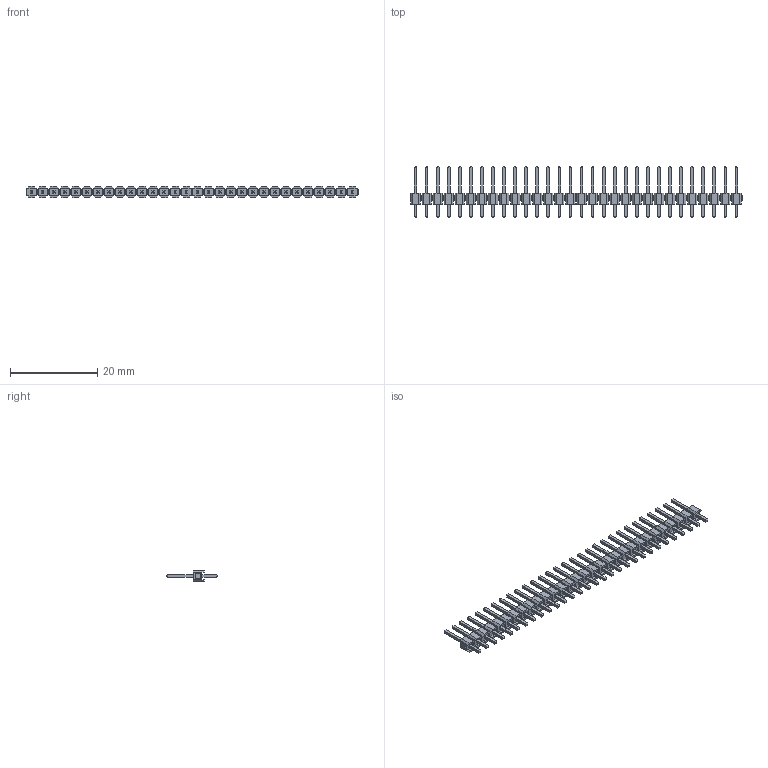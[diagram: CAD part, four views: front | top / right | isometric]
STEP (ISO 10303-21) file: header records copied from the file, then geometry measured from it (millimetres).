
FILE_DESCRIPTION (( 'STEP AP214' ), '1' );
FILE_NAME ('PLS-30.STEP', '2019-06-30T19:34:33', ( '' ), ( '' ), 'SwSTEP 2.0', 'SolidWorks 2018', '' );
FILE_SCHEMA (( 'AUTOMOTIVE_DESIGN' ));
Length unit declared in the file: millimetre
Products named in the file (1): PLS-30
Bounding box: 76.2 x 11.64 x 2.54 mm (x, y, z)
Volume: 461.9 mm3; surface area: 1736.3 mm2
Topology: 30 solids, 30 shells, 1260 faces, 2880 edges, 1800 vertices
Faces by surface type: plane 1260
Entity records: 48359 total; most frequent: CARTESIAN_POINT 5941, ORIENTED_EDGE 5760, DIRECTION 5402, VECTOR 2880, LINE 2880, EDGE_CURVE 2880, VERTEX_POINT 1800, EDGE_LOOP 1380
